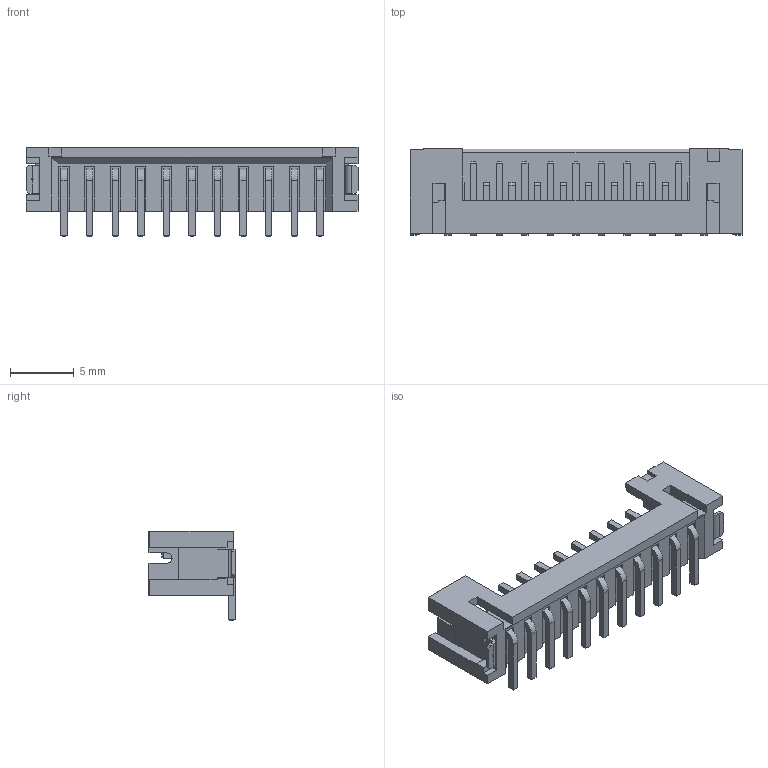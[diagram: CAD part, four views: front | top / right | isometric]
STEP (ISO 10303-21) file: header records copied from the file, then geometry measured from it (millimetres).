
FILE_DESCRIPTION (( 'STEP AP214' ), '1' );
FILE_NAME ('JST-B11B-PH-SM4-TB.STEP', '2020-12-29T21:51:21', ( '' ), ( '' ), 'SwSTEP 2.0', 'SolidWorks 2020', '' );
FILE_SCHEMA (( 'AUTOMOTIVE_DESIGN' ));
Length unit declared in the file: millimetre
Products named in the file (1): JST-B11B-PH-SM4-TB
Bounding box: 25.95 x 6.72 x 7 mm (x, y, z)
Volume: 406.4 mm3; surface area: 1006 mm2
Topology: 1 solids, 1 shells, 500 faces, 1280 edges, 800 vertices
Faces by surface type: plane 448, bspline 44, cylinder 8
Entity records: 21509 total; most frequent: CARTESIAN_POINT 4141, ORIENTED_EDGE 2560, DIRECTION 2252, EDGE_CURVE 1280, LINE 1218, VECTOR 1218, VERTEX_POINT 800, EDGE_LOOP 522
